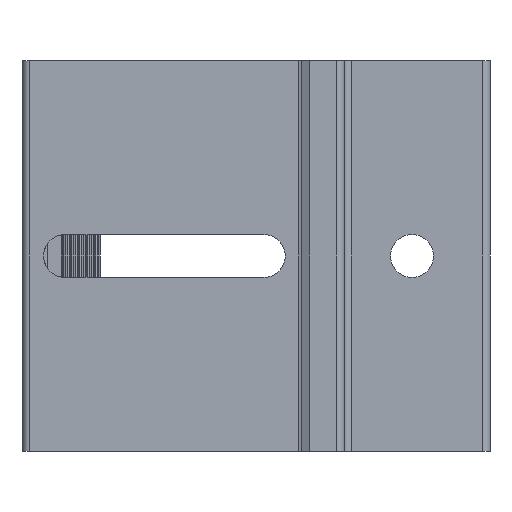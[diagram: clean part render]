
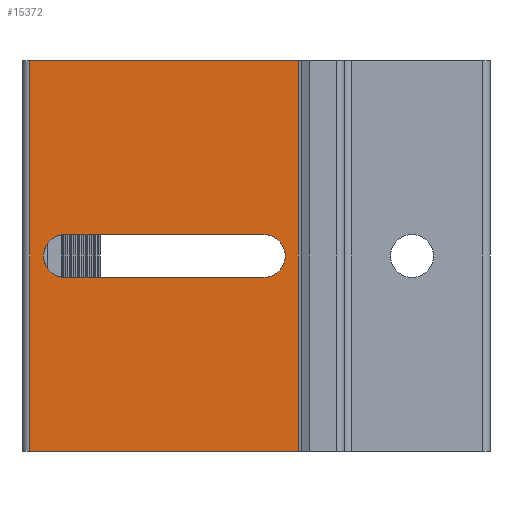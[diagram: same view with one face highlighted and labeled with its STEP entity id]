
A CAD part, front view. The second image highlights one B-rep face of the part: STEP entity #15372.
In plain terms, the highlighted planar face has unit normal (0, -1, 0).
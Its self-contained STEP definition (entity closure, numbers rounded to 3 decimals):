
#136=CARTESIAN_POINT('',(-10.3,0.,2.75));
#137=VERTEX_POINT('',#136);
#144=CARTESIAN_POINT('',(-35.8,0.,2.75));
#145=VERTEX_POINT('',#144);
#146=CARTESIAN_POINT('',(-35.8,0.,2.75));
#147=DIRECTION('',(1.0,0.0,0.0));
#148=VECTOR('',#147,25.5);
#149=LINE('',#146,#148);
#150=EDGE_CURVE('',#145,#137,#149,.T.);
#174=CARTESIAN_POINT('',(-35.8,0.,-2.75));
#175=VERTEX_POINT('',#174);
#176=CARTESIAN_POINT('',(-35.8,0.,0.0));
#177=DIRECTION('',(0.0,1.0,0.0));
#178=DIRECTION('',(0.0,0.0,1.0));
#179=AXIS2_PLACEMENT_3D('',#176,#177,#178);
#180=CIRCLE('',#179,2.75);
#181=EDGE_CURVE('',#175,#145,#180,.T.);
#216=CARTESIAN_POINT('',(-10.3,0.,-2.75));
#217=VERTEX_POINT('',#216);
#218=CARTESIAN_POINT('',(-10.3,0.,-2.75));
#219=DIRECTION('',(-1.0,0.0,0.0));
#220=VECTOR('',#219,25.5);
#221=LINE('',#218,#220);
#222=EDGE_CURVE('',#217,#175,#221,.T.);
#246=CARTESIAN_POINT('',(-10.3,0.,0.0));
#247=DIRECTION('',(0.0,1.0,0.0));
#248=DIRECTION('',(0.0,0.0,-1.0));
#249=AXIS2_PLACEMENT_3D('',#246,#247,#248);
#250=CIRCLE('',#249,2.75);
#251=EDGE_CURVE('',#137,#217,#250,.T.);
#10504=CARTESIAN_POINT('',(-5.9,0.,-25.0));
#10505=VERTEX_POINT('',#10504);
#10513=CARTESIAN_POINT('',(-40.3,0.,-25.0));
#10514=VERTEX_POINT('',#10513);
#10515=CARTESIAN_POINT('',(-40.3,0.,-25.0));
#10516=DIRECTION('',(1.0,0.0,0.0));
#10517=VECTOR('',#10516,34.4);
#10518=LINE('',#10515,#10517);
#10519=EDGE_CURVE('',#10514,#10505,#10518,.T.);
#15323=CARTESIAN_POINT('',(-5.9,0.,25.0));
#15324=VERTEX_POINT('',#15323);
#15332=CARTESIAN_POINT('',(-5.9,0.,25.0));
#15333=DIRECTION('',(0.0,0.0,-1.0));
#15334=VECTOR('',#15333,50.0);
#15335=LINE('',#15332,#15334);
#15336=EDGE_CURVE('',#15324,#10505,#15335,.T.);
#15343=CARTESIAN_POINT('',(-5.9,0.,0.0));
#15344=DIRECTION('',(0.0,-1.0,0.0));
#15345=DIRECTION('',(0.0,0.0,-1.0));
#15346=AXIS2_PLACEMENT_3D('',#15343,#15344,#15345);
#15347=PLANE('',#15346);
#15348=CARTESIAN_POINT('',(-40.3,0.,25.0));
#15349=VERTEX_POINT('',#15348);
#15350=CARTESIAN_POINT('',(-5.9,0.,25.0));
#15351=DIRECTION('',(-1.0,0.0,0.0));
#15352=VECTOR('',#15351,34.4);
#15353=LINE('',#15350,#15352);
#15354=EDGE_CURVE('',#15324,#15349,#15353,.T.);
#15355=ORIENTED_EDGE('',*,*,#15354,.T.);
#15356=CARTESIAN_POINT('',(-40.3,0.,25.0));
#15357=DIRECTION('',(0.0,0.0,-1.0));
#15358=VECTOR('',#15357,50.0);
#15359=LINE('',#15356,#15358);
#15360=EDGE_CURVE('',#15349,#10514,#15359,.T.);
#15361=ORIENTED_EDGE('',*,*,#15360,.T.);
#15362=ORIENTED_EDGE('',*,*,#10519,.T.);
#15363=ORIENTED_EDGE('',*,*,#15336,.F.);
#15364=EDGE_LOOP('',(#15355,#15361,#15362,#15363));
#15365=FACE_OUTER_BOUND('',#15364,.T.);
#15366=ORIENTED_EDGE('',*,*,#150,.T.);
#15367=ORIENTED_EDGE('',*,*,#251,.T.);
#15368=ORIENTED_EDGE('',*,*,#222,.T.);
#15369=ORIENTED_EDGE('',*,*,#181,.T.);
#15370=EDGE_LOOP('',(#15366,#15367,#15368,#15369));
#15371=FACE_BOUND('',#15370,.T.);
#15372=ADVANCED_FACE('',(#15365,#15371),#15347,.T.);
